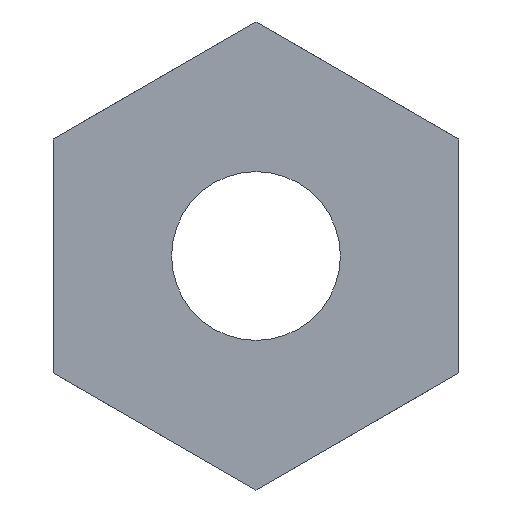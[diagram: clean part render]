
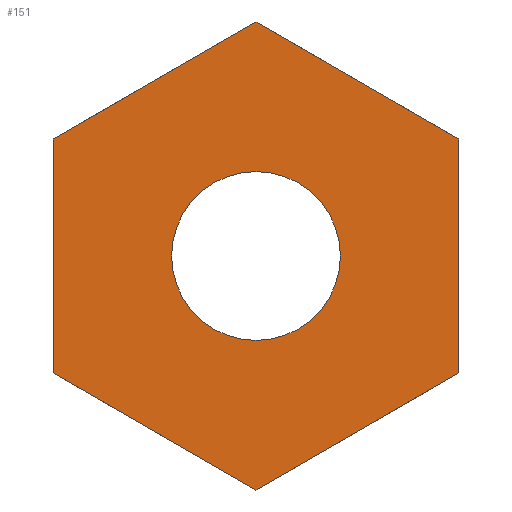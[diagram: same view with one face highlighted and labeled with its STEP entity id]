
A CAD part, front view. The second image highlights one B-rep face of the part: STEP entity #151.
In plain terms, the highlighted planar face has unit normal (0, -1, 0).
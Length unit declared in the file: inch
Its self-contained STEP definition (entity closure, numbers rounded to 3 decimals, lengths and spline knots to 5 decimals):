
#141 = ORIENTED_EDGE ( 'NONE', *, *, #396, .F. ) ;
#145 = EDGE_CURVE ( 'NONE', #397, #339, #716, .T. ) ;
#148 = ORIENTED_EDGE ( 'NONE', *, *, #145, .F. ) ;
#151 = ADVANCED_FACE ( 'NONE', ( #712, #675 ), #711, .T. ) ;
#152 = ORIENTED_EDGE ( 'NONE', *, *, #398, .F. ) ;
#155 = EDGE_CURVE ( 'NONE', #174, #177, #705, .T. ) ;
#174 = VERTEX_POINT ( 'NONE', #818 ) ;
#177 = VERTEX_POINT ( 'NONE', #777 ) ;
#319 = ORIENTED_EDGE ( 'NONE', *, *, #325, .F. ) ;
#320 = VERTEX_POINT ( 'NONE', #1022 ) ;
#321 = EDGE_CURVE ( 'NONE', #351, #340, #1008, .T. ) ;
#322 = EDGE_CURVE ( 'NONE', #320, #351, #1006, .T. ) ;
#324 = ORIENTED_EDGE ( 'NONE', *, *, #322, .F. ) ;
#325 = EDGE_CURVE ( 'NONE', #373, #320, #1003, .T. ) ;
#326 = EDGE_CURVE ( 'NONE', #177, #174, #1000, .T. ) ;
#328 = ORIENTED_EDGE ( 'NONE', *, *, #326, .T. ) ;
#330 = ORIENTED_EDGE ( 'NONE', *, *, #155, .T. ) ;
#339 = VERTEX_POINT ( 'NONE', #1090 ) ;
#340 = VERTEX_POINT ( 'NONE', #1043 ) ;
#343 = ORIENTED_EDGE ( 'NONE', *, *, #321, .F. ) ;
#346 = EDGE_LOOP ( 'NONE', ( #328, #330 ) ) ;
#348 = EDGE_LOOP ( 'NONE', ( #141, #148, #152, #343, #324, #319 ) ) ;
#351 = VERTEX_POINT ( 'NONE', #1083 ) ;
#373 = VERTEX_POINT ( 'NONE', #1134 ) ;
#396 = EDGE_CURVE ( 'NONE', #339, #373, #1172, .T. ) ;
#397 = VERTEX_POINT ( 'NONE', #1164 ) ;
#398 = EDGE_CURVE ( 'NONE', #340, #397, #1173, .T. ) ;
#675 = FACE_BOUND ( 'NONE', #346, .T. ) ;
#701 = DIRECTION ( 'NONE',  ( 0., 0., -1. ) ) ;
#702 = DIRECTION ( 'NONE',  ( 0., -1., 0. ) ) ;
#703 = CARTESIAN_POINT ( 'NONE',  ( 0.1875, 0., -0.10825 ) ) ;
#704 = AXIS2_PLACEMENT_3D ( 'NONE', #755, #754, #753 ) ;
#705 = CIRCLE ( 'NONE', #704, 0.07809 ) ;
#707 = AXIS2_PLACEMENT_3D ( 'NONE', #703, #702, #701 ) ;
#711 = PLANE ( 'NONE',  #707 ) ;
#712 = FACE_OUTER_BOUND ( 'NONE', #348, .T. ) ;
#713 = DIRECTION ( 'NONE',  ( 0., 0., -1. ) ) ;
#714 = VECTOR ( 'NONE', #713, 39.37008 ) ;
#715 = CARTESIAN_POINT ( 'NONE',  ( 0.1875, 0., 0.10825 ) ) ;
#716 = LINE ( 'NONE', #715, #714 ) ;
#753 = DIRECTION ( 'NONE',  ( 0., 0., 1. ) ) ;
#754 = DIRECTION ( 'NONE',  ( 0., 1., 0. ) ) ;
#755 = CARTESIAN_POINT ( 'NONE',  ( 0., 0., 0. ) ) ;
#777 = CARTESIAN_POINT ( 'NONE',  ( 0., 0., 0.07809 ) ) ;
#818 = CARTESIAN_POINT ( 'NONE',  ( 0., 0., -0.07809 ) ) ;
#1000 = CIRCLE ( 'NONE', #1012, 0.07809 ) ;
#1001 = DIRECTION ( 'NONE',  ( 0.866, 0., 0.5 ) ) ;
#1002 = VECTOR ( 'NONE', #1001, 39.37008 ) ;
#1003 = LINE ( 'NONE', #1019, #1059 ) ;
#1004 = VECTOR ( 'NONE', #1063, 39.37008 ) ;
#1005 = CARTESIAN_POINT ( 'NONE',  ( -0.1875, 0., -0.10825 ) ) ;
#1006 = LINE ( 'NONE', #1005, #1004 ) ;
#1007 = CARTESIAN_POINT ( 'NONE',  ( -0.1875, 0., 0.10825 ) ) ;
#1008 = LINE ( 'NONE', #1007, #1002 ) ;
#1012 = AXIS2_PLACEMENT_3D ( 'NONE', #1051, #1050, #1049 ) ;
#1019 = CARTESIAN_POINT ( 'NONE',  ( 0., 0., -0.21651 ) ) ;
#1022 = CARTESIAN_POINT ( 'NONE',  ( -0.1875, 0., -0.10825 ) ) ;
#1043 = CARTESIAN_POINT ( 'NONE',  ( 0., 0., 0.21651 ) ) ;
#1049 = DIRECTION ( 'NONE',  ( 0., 0., 1. ) ) ;
#1050 = DIRECTION ( 'NONE',  ( 0., 1., 0. ) ) ;
#1051 = CARTESIAN_POINT ( 'NONE',  ( 0., 0., 0. ) ) ;
#1058 = DIRECTION ( 'NONE',  ( -0.866, 0., 0.5 ) ) ;
#1059 = VECTOR ( 'NONE', #1058, 39.37008 ) ;
#1063 = DIRECTION ( 'NONE',  ( 0., 0., 1. ) ) ;
#1083 = CARTESIAN_POINT ( 'NONE',  ( -0.1875, 0., 0.10825 ) ) ;
#1090 = CARTESIAN_POINT ( 'NONE',  ( 0.1875, 0., -0.10825 ) ) ;
#1134 = CARTESIAN_POINT ( 'NONE',  ( 0., 0., -0.21651 ) ) ;
#1155 = DIRECTION ( 'NONE',  ( 0.866, 0., -0.5 ) ) ;
#1156 = VECTOR ( 'NONE', #1155, 39.37008 ) ;
#1157 = CARTESIAN_POINT ( 'NONE',  ( 0., 0., 0.21651 ) ) ;
#1162 = DIRECTION ( 'NONE',  ( -0.866, 0., -0.5 ) ) ;
#1163 = VECTOR ( 'NONE', #1162, 39.37008 ) ;
#1164 = CARTESIAN_POINT ( 'NONE',  ( 0.1875, 0., 0.10825 ) ) ;
#1171 = CARTESIAN_POINT ( 'NONE',  ( 0.1875, 0., -0.10825 ) ) ;
#1172 = LINE ( 'NONE', #1171, #1163 ) ;
#1173 = LINE ( 'NONE', #1157, #1156 ) ;
